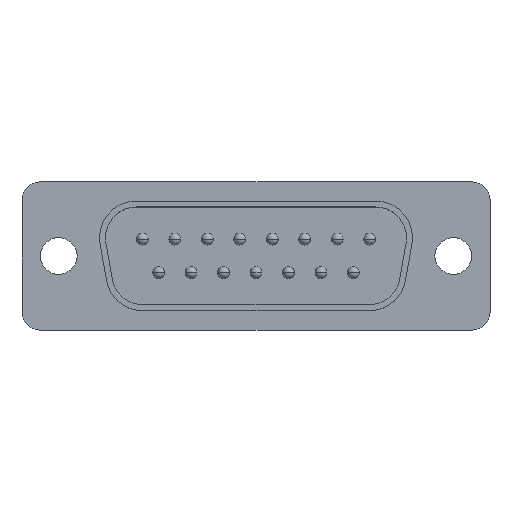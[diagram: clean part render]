
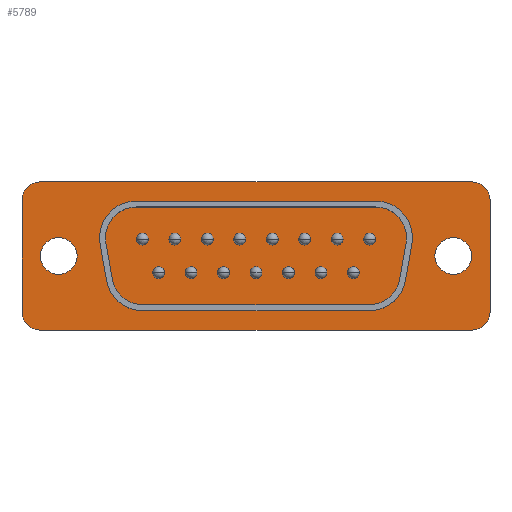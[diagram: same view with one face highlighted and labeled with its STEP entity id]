
A CAD part, top view. The second image highlights one B-rep face of the part: STEP entity #5789.
In plain terms, the highlighted planar face has unit normal (0, 0, 1).
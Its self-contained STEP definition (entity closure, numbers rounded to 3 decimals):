
#5359=CARTESIAN_POINT('',(-15.1,0.0,6.1));
#5360=VERTEX_POINT('',#5359);
#5369=CARTESIAN_POINT('',(-18.2,0.,6.1));
#5370=VERTEX_POINT('',#5369);
#5371=CARTESIAN_POINT('',(-16.65,0.0,6.1));
#5372=DIRECTION('',(0.0,0.0,-1.0));
#5373=DIRECTION('',(1.0,0.0,0.0));
#5374=AXIS2_PLACEMENT_3D('',#5371,#5372,#5373);
#5375=CIRCLE('',#5374,1.55);
#5376=EDGE_CURVE('',#5370,#5360,#5375,.T.);
#5401=CARTESIAN_POINT('',(18.2,0.0,6.1));
#5402=VERTEX_POINT('',#5401);
#5411=CARTESIAN_POINT('',(15.1,0.,6.1));
#5412=VERTEX_POINT('',#5411);
#5413=CARTESIAN_POINT('',(16.65,0.0,6.1));
#5414=DIRECTION('',(0.0,0.0,-1.0));
#5415=DIRECTION('',(1.0,0.0,0.0));
#5416=AXIS2_PLACEMENT_3D('',#5413,#5414,#5415);
#5417=CIRCLE('',#5416,1.55);
#5418=EDGE_CURVE('',#5412,#5402,#5417,.T.);
#5452=CARTESIAN_POINT('',(16.65,0.0,6.1));
#5453=DIRECTION('',(0.0,0.0,-1.0));
#5454=DIRECTION('',(1.0,0.0,0.0));
#5455=AXIS2_PLACEMENT_3D('',#5452,#5453,#5454);
#5456=CIRCLE('',#5455,1.55);
#5457=EDGE_CURVE('',#5402,#5412,#5456,.T.);
#5476=CARTESIAN_POINT('',(-16.65,0.0,6.1));
#5477=DIRECTION('',(0.0,0.0,-1.0));
#5478=DIRECTION('',(1.0,0.0,0.0));
#5479=AXIS2_PLACEMENT_3D('',#5476,#5477,#5478);
#5480=CIRCLE('',#5479,1.55);
#5481=EDGE_CURVE('',#5360,#5370,#5480,.T.);
#5501=CARTESIAN_POINT('',(-18.25,6.25,6.1));
#5502=VERTEX_POINT('',#5501);
#5509=CARTESIAN_POINT('',(18.25,6.25,6.1));
#5510=VERTEX_POINT('',#5509);
#5511=CARTESIAN_POINT('',(18.25,6.25,6.1));
#5512=DIRECTION('',(-1.0,0.0,0.0));
#5513=VECTOR('',#5512,36.5);
#5514=LINE('',#5511,#5513);
#5515=EDGE_CURVE('',#5510,#5502,#5514,.T.);
#5540=CARTESIAN_POINT('',(-19.75,4.75,6.1));
#5541=VERTEX_POINT('',#5540);
#5548=CARTESIAN_POINT('',(-18.25,4.75,6.1));
#5549=DIRECTION('',(0.0,0.0,1.0));
#5550=DIRECTION('',(-0.707,0.707,0.0));
#5551=AXIS2_PLACEMENT_3D('',#5548,#5549,#5550);
#5552=CIRCLE('',#5551,1.5);
#5553=EDGE_CURVE('',#5502,#5541,#5552,.T.);
#5572=CARTESIAN_POINT('',(-19.75,-4.75,6.1));
#5573=VERTEX_POINT('',#5572);
#5580=CARTESIAN_POINT('',(-19.75,4.75,6.1));
#5581=DIRECTION('',(0.0,-1.0,0.0));
#5582=VECTOR('',#5581,9.5);
#5583=LINE('',#5580,#5582);
#5584=EDGE_CURVE('',#5541,#5573,#5583,.T.);
#5604=CARTESIAN_POINT('',(-18.25,-6.25,6.1));
#5605=VERTEX_POINT('',#5604);
#5612=CARTESIAN_POINT('',(-18.25,-4.75,6.1));
#5613=DIRECTION('',(0.0,0.0,1.0));
#5614=DIRECTION('',(-0.707,-0.707,0.0));
#5615=AXIS2_PLACEMENT_3D('',#5612,#5613,#5614);
#5616=CIRCLE('',#5615,1.5);
#5617=EDGE_CURVE('',#5573,#5605,#5616,.T.);
#5636=CARTESIAN_POINT('',(18.25,-6.25,6.1));
#5637=VERTEX_POINT('',#5636);
#5644=CARTESIAN_POINT('',(-18.25,-6.25,6.1));
#5645=DIRECTION('',(1.0,0.0,0.0));
#5646=VECTOR('',#5645,36.5);
#5647=LINE('',#5644,#5646);
#5648=EDGE_CURVE('',#5605,#5637,#5647,.T.);
#5668=CARTESIAN_POINT('',(19.75,-4.75,6.1));
#5669=VERTEX_POINT('',#5668);
#5676=CARTESIAN_POINT('',(18.25,-4.75,6.1));
#5677=DIRECTION('',(0.0,0.0,1.0));
#5678=DIRECTION('',(0.707,-0.707,0.0));
#5679=AXIS2_PLACEMENT_3D('',#5676,#5677,#5678);
#5680=CIRCLE('',#5679,1.5);
#5681=EDGE_CURVE('',#5637,#5669,#5680,.T.);
#5700=CARTESIAN_POINT('',(19.75,4.75,6.1));
#5701=VERTEX_POINT('',#5700);
#5708=CARTESIAN_POINT('',(19.75,-4.75,6.1));
#5709=DIRECTION('',(0.0,1.0,0.0));
#5710=VECTOR('',#5709,9.5);
#5711=LINE('',#5708,#5710);
#5712=EDGE_CURVE('',#5669,#5701,#5711,.T.);
#5731=CARTESIAN_POINT('',(18.25,4.75,6.1));
#5732=DIRECTION('',(0.0,0.0,1.));
#5733=DIRECTION('',(0.707,0.707,0.0));
#5734=AXIS2_PLACEMENT_3D('',#5731,#5732,#5733);
#5735=CIRCLE('',#5734,1.5);
#5736=EDGE_CURVE('',#5701,#5510,#5735,.T.);
#5766=CARTESIAN_POINT('',(0.,0.,6.1));
#5767=DIRECTION('',(0.0,0.0,1.0));
#5768=DIRECTION('',(1.0,0.0,0.0));
#5769=AXIS2_PLACEMENT_3D('',#5766,#5767,#5768);
#5770=PLANE('',#5769);
#5771=ORIENTED_EDGE('',*,*,#5736,.T.);
#5772=ORIENTED_EDGE('',*,*,#5515,.T.);
#5773=ORIENTED_EDGE('',*,*,#5553,.T.);
#5774=ORIENTED_EDGE('',*,*,#5584,.T.);
#5775=ORIENTED_EDGE('',*,*,#5617,.T.);
#5776=ORIENTED_EDGE('',*,*,#5648,.T.);
#5777=ORIENTED_EDGE('',*,*,#5681,.T.);
#5778=ORIENTED_EDGE('',*,*,#5712,.T.);
#5779=EDGE_LOOP('',(#5771,#5772,#5773,#5774,#5775,#5776,#5777,#5778));
#5780=FACE_OUTER_BOUND('',#5779,.T.);
#5781=ORIENTED_EDGE('',*,*,#5457,.T.);
#5782=ORIENTED_EDGE('',*,*,#5418,.T.);
#5783=EDGE_LOOP('',(#5781,#5782));
#5784=FACE_BOUND('',#5783,.T.);
#5785=ORIENTED_EDGE('',*,*,#5481,.T.);
#5786=ORIENTED_EDGE('',*,*,#5376,.T.);
#5787=EDGE_LOOP('',(#5785,#5786));
#5788=FACE_BOUND('',#5787,.T.);
#5789=ADVANCED_FACE('',(#5780,#5784,#5788),#5770,.T.);
